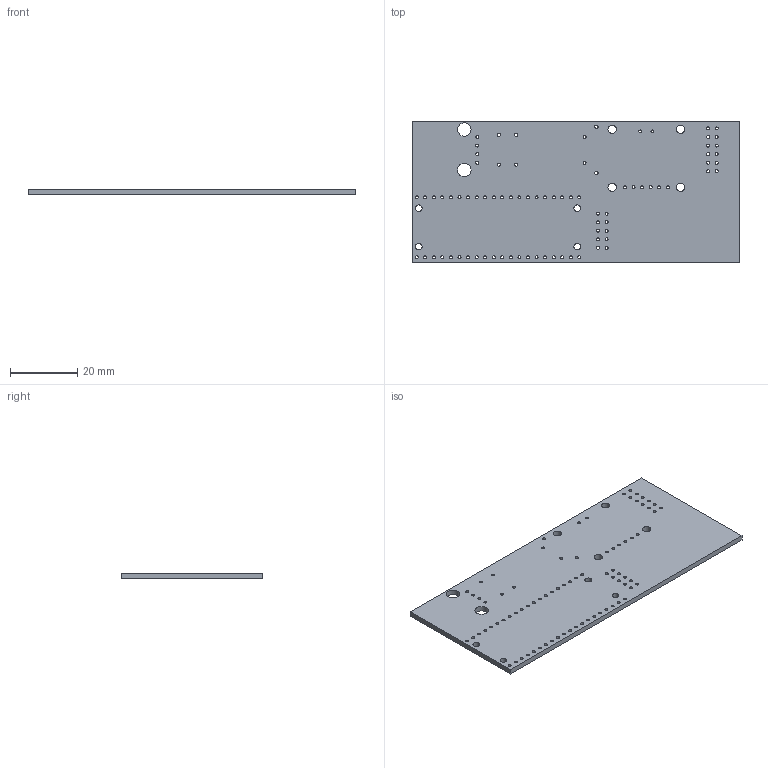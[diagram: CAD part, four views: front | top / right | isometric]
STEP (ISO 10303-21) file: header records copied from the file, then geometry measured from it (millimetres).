
FILE_DESCRIPTION(('KiCad electronic assembly'),'2;1');
FILE_NAME('pcb.step','2024-01-26T19:55:22',('Pcbnew'),('Kicad'), 'Open CASCADE STEP processor 7.6','KiCad to STEP converter','Unknown' );
FILE_SCHEMA(('AUTOMOTIVE_DESIGN { 1 0 10303 214 1 1 1 1 }'));
Length unit declared in the file: millimetre
Products named in the file (2): pcb 1; pcb PCB
Assembly tree (1 placements, depth 2):
  pcb 1
    pcb PCB
Bounding box: 97.25 x 42 x 1.6 mm (x, y, z)
Volume: 6359.5 mm3; surface area: 8897.7 mm2
Topology: 1 solids, 1 shells, 98 faces, 288 edges, 192 vertices
Faces by surface type: cylinder 92, plane 6
Full cylindrical faces by diameter (mm): 0.9 x80, 1 x2, 2 x4, 2.5 x4, 4 x2
Entity records: 8087 total; most frequent: CARTESIAN_POINT 2260, DIRECTION 1064, ORIENTED_EDGE 576, PCURVE 576, DEFINITIONAL_REPRESENTATION 576, LINE 496, VECTOR 496, EDGE_CURVE 288
